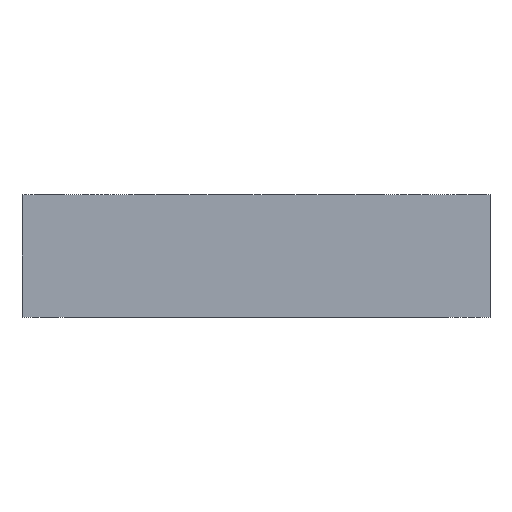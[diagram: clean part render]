
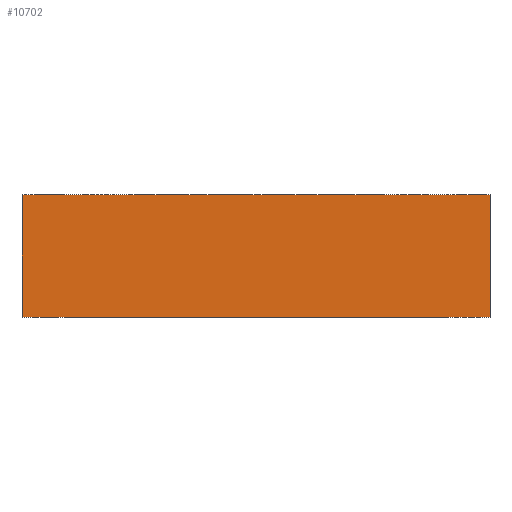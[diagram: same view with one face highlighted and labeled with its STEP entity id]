
A CAD part, left-side view. The second image highlights one B-rep face of the part: STEP entity #10702.
In plain terms, the highlighted planar face has unit normal (-1, 0, 0).
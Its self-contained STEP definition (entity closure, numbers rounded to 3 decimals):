
#713=PLANE('',#11331);
#1262=FACE_OUTER_BOUND('',#1883,.T.);
#1883=EDGE_LOOP('',(#9544,#9545,#9546,#9547));
#1952=LINE('',#13873,#2923);
#2399=LINE('',#16924,#3370);
#2873=LINE('',#18544,#3844);
#2874=LINE('',#18545,#3845);
#2923=VECTOR('',#11408,10.);
#3370=VECTOR('',#12137,10.);
#3844=VECTOR('',#13525,10.);
#3845=VECTOR('',#13526,10.);
#4195=VERTEX_POINT('',#13869);
#4197=VERTEX_POINT('',#13872);
#4676=VERTEX_POINT('',#16922);
#5157=VERTEX_POINT('',#18543);
#5232=EDGE_CURVE('',#4197,#4195,#1952,.T.);
#5943=EDGE_CURVE('',#4195,#4676,#2399,.T.);
#6635=EDGE_CURVE('',#5157,#4676,#2873,.T.);
#6636=EDGE_CURVE('',#4197,#5157,#2874,.T.);
#9544=ORIENTED_EDGE('',*,*,#5232,.T.);
#9545=ORIENTED_EDGE('',*,*,#5943,.T.);
#9546=ORIENTED_EDGE('',*,*,#6635,.F.);
#9547=ORIENTED_EDGE('',*,*,#6636,.F.);
#10702=ADVANCED_FACE('',(#1262),#713,.T.);
#11331=AXIS2_PLACEMENT_3D('',#18542,#13523,#13524);
#11408=DIRECTION('',(0.,-1.,0.));
#12137=DIRECTION('',(0.,0.,1.));
#13523=DIRECTION('center_axis',(-1.,0.,0.));
#13524=DIRECTION('ref_axis',(0.,-1.,0.));
#13525=DIRECTION('',(0.,-1.,0.));
#13526=DIRECTION('',(0.,0.,1.));
#13869=CARTESIAN_POINT('',(0.,0.,0.));
#13872=CARTESIAN_POINT('',(0.,193.675,0.));
#13873=CARTESIAN_POINT('',(0.,193.675,0.));
#16922=CARTESIAN_POINT('',(0.,0.,50.8));
#16924=CARTESIAN_POINT('',(0.,0.,0.));
#18542=CARTESIAN_POINT('Origin',(0.,193.675,0.));
#18543=CARTESIAN_POINT('',(0.,193.675,50.8));
#18544=CARTESIAN_POINT('',(0.,193.675,50.8));
#18545=CARTESIAN_POINT('',(0.,193.675,0.));
